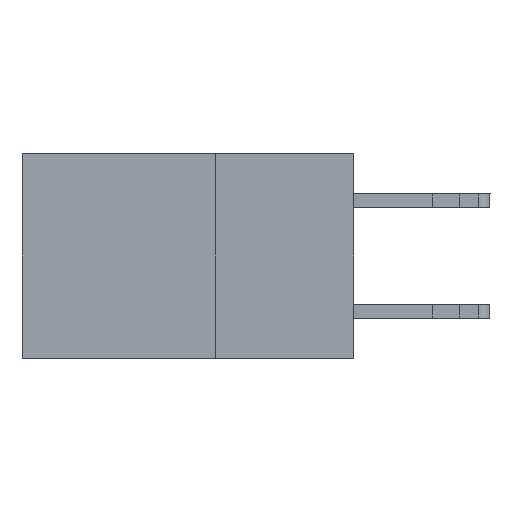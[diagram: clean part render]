
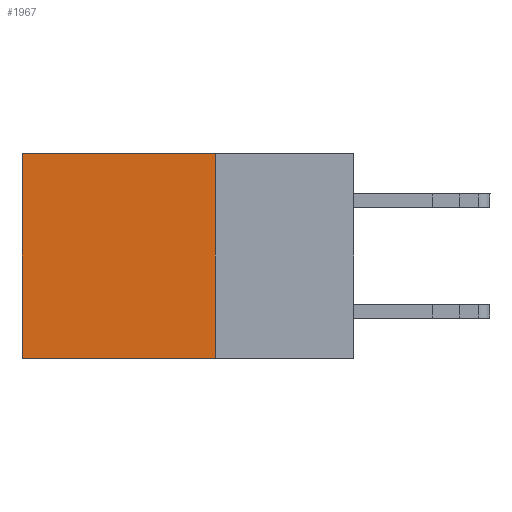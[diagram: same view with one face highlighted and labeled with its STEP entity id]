
A CAD part, left-side view. The second image highlights one B-rep face of the part: STEP entity #1967.
In plain terms, the highlighted planar face has unit normal (-1, 0, 0).
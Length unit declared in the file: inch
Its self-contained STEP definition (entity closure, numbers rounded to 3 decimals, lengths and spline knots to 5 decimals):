
#264 = LINE ( 'NONE', #23768, #28643 ) ;
#441 = LINE ( 'NONE', #27185, #30103 ) ;
#1250 = VERTEX_POINT ( 'NONE', #16668 ) ;
#1755 = DIRECTION ( 'NONE',  ( 0., 1., 0. ) ) ;
#1924 = VERTEX_POINT ( 'NONE', #2047 ) ;
#1967 = ADVANCED_FACE ( 'NONE', ( #12838 ), #7185, .F. ) ;
#2047 = CARTESIAN_POINT ( 'NONE',  ( 0.2875, 0.25, -0.37 ) ) ;
#2750 = CARTESIAN_POINT ( 'NONE',  ( 0.2875, 0.6, -0.37 ) ) ;
#3770 = ORIENTED_EDGE ( 'NONE', *, *, #22306, .T. ) ;
#6889 = EDGE_CURVE ( 'NONE', #1250, #26603, #6997, .T. ) ;
#6997 = LINE ( 'NONE', #17560, #34478 ) ;
#7185 = PLANE ( 'NONE',  #34624 ) ;
#7895 = ORIENTED_EDGE ( 'NONE', *, *, #20660, .F. ) ;
#11272 = VECTOR ( 'NONE', #1755, 39.37008 ) ;
#11436 = ORIENTED_EDGE ( 'NONE', *, *, #32631, .F. ) ;
#12585 = DIRECTION ( 'NONE',  ( 1., 0., 0. ) ) ;
#12706 = CARTESIAN_POINT ( 'NONE',  ( 0.2875, 0.25, 0. ) ) ;
#12838 = FACE_OUTER_BOUND ( 'NONE', #25722, .T. ) ;
#15139 = LINE ( 'NONE', #22232, #11272 ) ;
#16668 = CARTESIAN_POINT ( 'NONE',  ( 0.2875, 0.6, 0. ) ) ;
#17244 = VERTEX_POINT ( 'NONE', #34491 ) ;
#17560 = CARTESIAN_POINT ( 'NONE',  ( 0.2875, 0.6, 0. ) ) ;
#20527 = ORIENTED_EDGE ( 'NONE', *, *, #6889, .T. ) ;
#20660 = EDGE_CURVE ( 'NONE', #1924, #26603, #15139, .T. ) ;
#22232 = CARTESIAN_POINT ( 'NONE',  ( 0.2875, 0.25, -0.37 ) ) ;
#22306 = EDGE_CURVE ( 'NONE', #17244, #1250, #441, .T. ) ;
#23768 = CARTESIAN_POINT ( 'NONE',  ( 0.2875, 0.25, 0. ) ) ;
#24304 = DIRECTION ( 'NONE',  ( 0., 1., 0. ) ) ;
#25722 = EDGE_LOOP ( 'NONE', ( #20527, #7895, #11436, #3770 ) ) ;
#26603 = VERTEX_POINT ( 'NONE', #2750 ) ;
#26660 = DIRECTION ( 'NONE',  ( 0., 0., -1. ) ) ;
#26669 = DIRECTION ( 'NONE',  ( 0., 0., -1. ) ) ;
#27185 = CARTESIAN_POINT ( 'NONE',  ( 0.2875, 0.25, 0. ) ) ;
#28516 = DIRECTION ( 'NONE',  ( 0., 0., -1. ) ) ;
#28643 = VECTOR ( 'NONE', #26660, 39.37008 ) ;
#30103 = VECTOR ( 'NONE', #24304, 39.37008 ) ;
#32631 = EDGE_CURVE ( 'NONE', #17244, #1924, #264, .T. ) ;
#34478 = VECTOR ( 'NONE', #28516, 39.37008 ) ;
#34491 = CARTESIAN_POINT ( 'NONE',  ( 0.2875, 0.25, 0. ) ) ;
#34624 = AXIS2_PLACEMENT_3D ( 'NONE', #12706, #12585, #26669 ) ;
